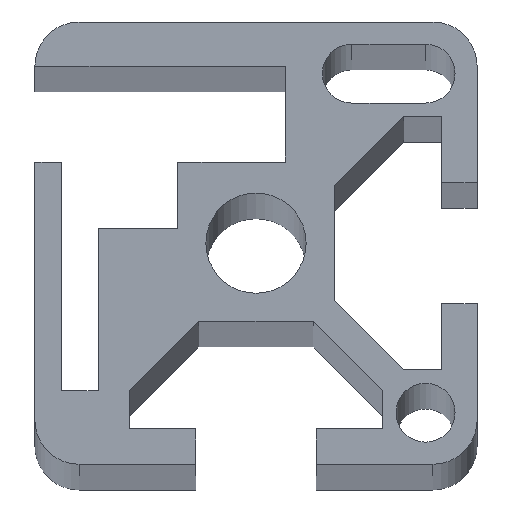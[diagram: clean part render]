
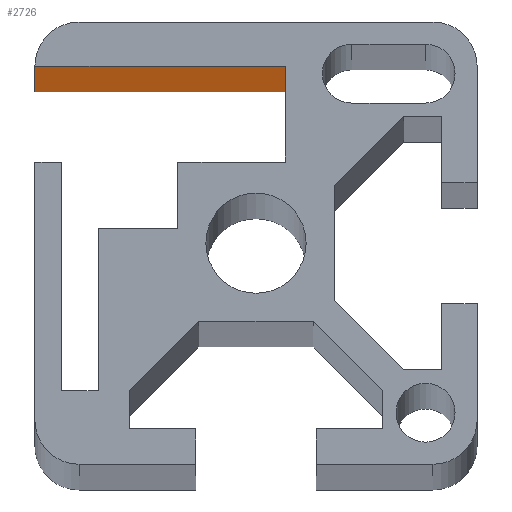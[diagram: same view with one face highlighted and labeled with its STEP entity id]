
A CAD part, top view. The second image highlights one B-rep face of the part: STEP entity #2726.
In plain terms, the highlighted planar face has unit normal (0, -1, 0).
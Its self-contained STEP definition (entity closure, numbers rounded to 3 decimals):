
#1376=ORIENTED_EDGE('',*,*,#1925,.T.);
#1377=ORIENTED_EDGE('',*,*,#1926,.F.);
#1378=ORIENTED_EDGE('',*,*,#1922,.F.);
#1379=ORIENTED_EDGE('',*,*,#1927,.T.);
#1612=VECTOR('',#2185,1.);
#1613=VECTOR('',#2192,1.);
#1614=VECTOR('',#2193,1.);
#1615=VECTOR('',#2194,1.);
#1723=LINE('',#2436,#1612);
#1724=LINE('',#2442,#1613);
#1725=LINE('',#2443,#1614);
#1726=LINE('',#2444,#1615);
#1824=VERTEX_POINT('',#2434);
#1825=VERTEX_POINT('',#2435);
#1826=VERTEX_POINT('',#2440);
#1827=VERTEX_POINT('',#2441);
#1922=EDGE_CURVE('',#1824,#1825,#1723,.T.);
#1925=EDGE_CURVE('',#1826,#1827,#1724,.T.);
#1926=EDGE_CURVE('',#1825,#1827,#1725,.T.);
#1927=EDGE_CURVE('',#1824,#1826,#1726,.T.);
#2023=EDGE_LOOP('',(#1376,#1377,#1378,#1379));
#2076=FACE_BOUND('',#2023,.T.);
#2185=DIRECTION('',(-1000.,0.,0.));
#2190=DIRECTION('',(0.,-1.,0.));
#2191=DIRECTION('',(-1.,0.,0.));
#2192=DIRECTION('',(-1000.,0.,0.));
#2193=DIRECTION('',(0.,0.,17.));
#2194=DIRECTION('',(0.,0.,17.));
#2434=CARTESIAN_POINT('',(1000.,12.,-15.));
#2435=CARTESIAN_POINT('',(0.,12.,-15.));
#2436=CARTESIAN_POINT('',(1000.,12.,-15.));
#2439=CARTESIAN_POINT('',(1000.,12.,2.));
#2440=CARTESIAN_POINT('',(1000.,12.,2.));
#2441=CARTESIAN_POINT('',(0.,12.,2.));
#2442=CARTESIAN_POINT('',(1000.,12.,2.));
#2443=CARTESIAN_POINT('',(0.,12.,-15.));
#2444=CARTESIAN_POINT('',(1000.,12.,-15.));
#2630=AXIS2_PLACEMENT_3D('',#2439,#2190,#2191);
#2687=PLANE('',#2630);
#2726=ADVANCED_FACE('',(#2076),#2687,.T.);
